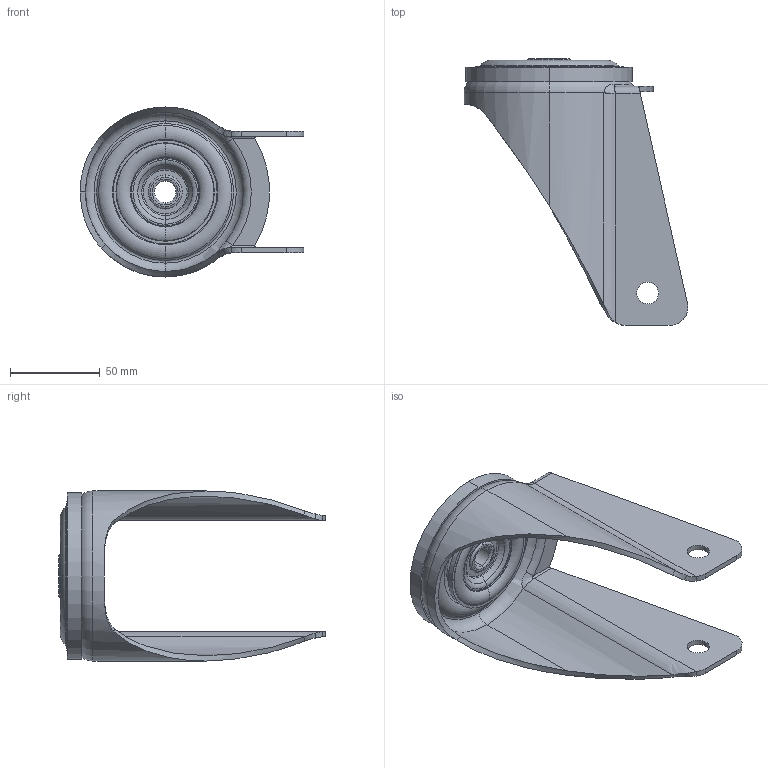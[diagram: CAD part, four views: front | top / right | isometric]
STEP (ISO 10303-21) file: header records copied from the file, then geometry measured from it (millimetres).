
FILE_DESCRIPTION (( 'STEP AP214' ), '1' );
FILE_NAME ('0055272.step', '2023-03-07T09:14:02', ( '' ), ( '' ), 'SwSTEP 2.0', 'SolidWorks 2020', '' );
FILE_SCHEMA (( 'AUTOMOTIVE_DESIGN' ));
Length unit declared in the file: millimetre
Products named in the file (1): 0055272
Bounding box: 124.98 x 149 x 95 mm (x, y, z)
Surface area: 68705 mm2 (no closed solid volume)
Topology: 0 solids, 6 shells, 140 faces, 318 edges, 187 vertices
Faces by surface type: torus 36, cylinder 29, cone 27, bspline 22, plane 21, sphere 5
Entity records: 8533 total; most frequent: CARTESIAN_POINT 3974, DIRECTION 650, ORIENTED_EDGE 598, EDGE_CURVE 308, AXIS2_PLACEMENT_3D 291, VERTEX_POINT 182, CIRCLE 172, EDGE_LOOP 155
